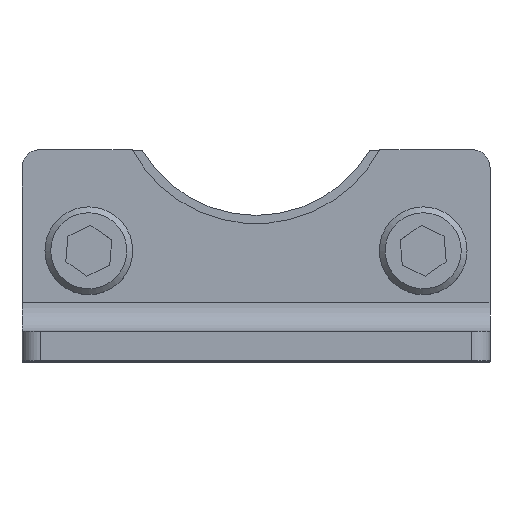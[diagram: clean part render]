
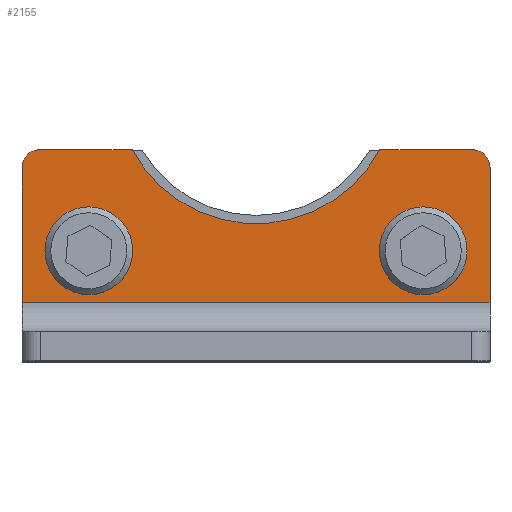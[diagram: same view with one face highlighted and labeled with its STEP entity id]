
A CAD part, top view. The second image highlights one B-rep face of the part: STEP entity #2155.
In plain terms, the highlighted planar face has unit normal (0, 0, 1).
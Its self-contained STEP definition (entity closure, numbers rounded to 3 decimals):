
#78=CIRCLE('',#2265,2.);
#80=CIRCLE('',#2268,2.);
#81=CIRCLE('',#2270,15.25);
#93=CIRCLE('',#2288,4.763);
#94=CIRCLE('',#2289,4.763);
#271=ORIENTED_EDGE('',*,*,#600,.F.);
#272=ORIENTED_EDGE('',*,*,#587,.T.);
#273=ORIENTED_EDGE('',*,*,#615,.T.);
#274=ORIENTED_EDGE('',*,*,#590,.F.);
#275=ORIENTED_EDGE('',*,*,#616,.T.);
#276=ORIENTED_EDGE('',*,*,#583,.T.);
#277=ORIENTED_EDGE('',*,*,#593,.T.);
#278=ORIENTED_EDGE('',*,*,#617,.T.);
#279=ORIENTED_EDGE('',*,*,#618,.F.);
#280=ORIENTED_EDGE('',*,*,#619,.F.);
#583=EDGE_CURVE('',#770,#769,#78,.T.);
#587=EDGE_CURVE('',#774,#773,#80,.T.);
#590=EDGE_CURVE('',#776,#777,#81,.T.);
#593=EDGE_CURVE('',#769,#779,#917,.T.);
#600=EDGE_CURVE('',#774,#784,#922,.T.);
#615=EDGE_CURVE('',#773,#777,#929,.T.);
#616=EDGE_CURVE('',#776,#770,#930,.T.);
#617=EDGE_CURVE('',#779,#784,#931,.T.);
#618=EDGE_CURVE('',#793,#793,#93,.T.);
#619=EDGE_CURVE('',#794,#794,#94,.T.);
#769=VERTEX_POINT('',#2971);
#770=VERTEX_POINT('',#2973);
#773=VERTEX_POINT('',#2980);
#774=VERTEX_POINT('',#2982);
#776=VERTEX_POINT('',#2987);
#777=VERTEX_POINT('',#2989);
#779=VERTEX_POINT('',#2995);
#784=VERTEX_POINT('',#3008);
#793=VERTEX_POINT('',#3039);
#794=VERTEX_POINT('',#3041);
#917=LINE('',#2994,#1049);
#922=LINE('',#3007,#1054);
#929=LINE('',#3035,#1061);
#930=LINE('',#3036,#1062);
#931=LINE('',#3037,#1063);
#1049=VECTOR('',#2527,1000.);
#1054=VECTOR('',#2538,1000.);
#1061=VECTOR('',#2569,1000.);
#1062=VECTOR('',#2570,1000.);
#1063=VECTOR('',#2571,1000.);
#1171=EDGE_LOOP('',(#271,#272,#273,#274,#275,#276,#277,#278));
#1172=EDGE_LOOP('',(#279));
#1173=EDGE_LOOP('',(#280));
#1307=FACE_BOUND('',#1171,.T.);
#1308=FACE_BOUND('',#1172,.T.);
#1309=FACE_BOUND('',#1173,.T.);
#1430=PLANE('',#2287);
#2155=ADVANCED_FACE('',(#1307,#1308,#1309),#1430,.F.);
#2265=AXIS2_PLACEMENT_3D('',#2972,#2506,#2507);
#2268=AXIS2_PLACEMENT_3D('',#2981,#2514,#2515);
#2270=AXIS2_PLACEMENT_3D('',#2988,#2520,#2521);
#2287=AXIS2_PLACEMENT_3D('',#3034,#2567,#2568);
#2288=AXIS2_PLACEMENT_3D('',#3038,#2572,#2573);
#2289=AXIS2_PLACEMENT_3D('',#3040,#2574,#2575);
#2506=DIRECTION('',(0.,0.,1.));
#2507=DIRECTION('',(0.,1.,0.));
#2514=DIRECTION('',(0.,0.,1.));
#2515=DIRECTION('',(0.,1.,0.));
#2520=DIRECTION('',(0.,0.,1.));
#2521=DIRECTION('',(0.,1.,0.));
#2527=DIRECTION('',(0.,-1.,0.));
#2538=DIRECTION('',(0.,-1.,0.));
#2567=DIRECTION('',(0.,0.,-1.));
#2568=DIRECTION('',(0.,1.,0.));
#2569=DIRECTION('',(-1.,0.,0.));
#2570=DIRECTION('',(-1.,0.,0.));
#2571=DIRECTION('',(1.,0.,0.));
#2572=DIRECTION('',(0.,0.,1.));
#2573=DIRECTION('',(0.,1.,0.));
#2574=DIRECTION('',(0.,0.,1.));
#2575=DIRECTION('',(0.,1.,0.));
#2971=CARTESIAN_POINT('',(-25.4,-9.2,3.2));
#2972=CARTESIAN_POINT('',(-23.4,-9.2,3.2));
#2973=CARTESIAN_POINT('',(-23.4,-7.2,3.2));
#2980=CARTESIAN_POINT('',(23.4,-7.2,3.2));
#2981=CARTESIAN_POINT('',(23.4,-9.2,3.2));
#2982=CARTESIAN_POINT('',(25.4,-9.2,3.2));
#2987=CARTESIAN_POINT('',(-13.443,-7.2,3.2));
#2988=CARTESIAN_POINT('',(0.,0.,3.2));
#2989=CARTESIAN_POINT('',(13.443,-7.2,3.2));
#2994=CARTESIAN_POINT('',(-25.4,-7.2,3.2));
#2995=CARTESIAN_POINT('',(-25.4,-23.8,3.2));
#3007=CARTESIAN_POINT('',(25.4,-7.2,3.2));
#3008=CARTESIAN_POINT('',(25.4,-23.8,3.2));
#3034=CARTESIAN_POINT('',(25.4,-7.2,3.2));
#3035=CARTESIAN_POINT('',(25.4,-7.2,3.2));
#3036=CARTESIAN_POINT('',(25.4,-7.2,3.2));
#3037=CARTESIAN_POINT('',(25.4,-23.8,3.2));
#3038=CARTESIAN_POINT('',(18.15,-18.2,3.2));
#3039=CARTESIAN_POINT('',(18.15,-13.438,3.2));
#3040=CARTESIAN_POINT('',(-18.15,-18.2,3.2));
#3041=CARTESIAN_POINT('',(-18.15,-13.438,3.2));
